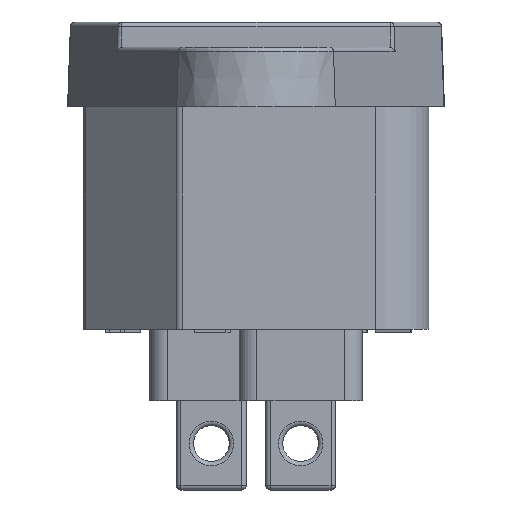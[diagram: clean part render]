
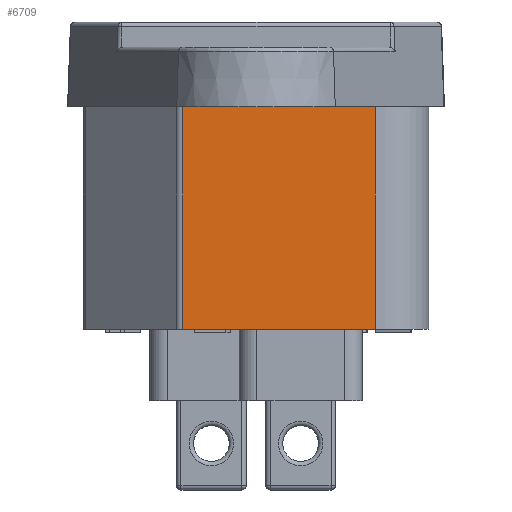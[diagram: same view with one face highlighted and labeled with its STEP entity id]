
A CAD part, left-side view. The second image highlights one B-rep face of the part: STEP entity #6709.
In plain terms, the highlighted planar face has unit normal (-1, 0, 0).
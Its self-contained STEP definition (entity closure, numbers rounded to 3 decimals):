
#444=FACE_OUTER_BOUND('',#850,.T.);
#850=EDGE_LOOP('',(#4516,#4517,#4518,#4519));
#1408=LINE('',#9162,#2032);
#1583=LINE('',#10517,#2207);
#1584=LINE('',#10518,#2208);
#1585=LINE('',#10519,#2209);
#2032=VECTOR('',#7587,10.764);
#2207=VECTOR('',#7834,10.764);
#2208=VECTOR('',#7835,12.45);
#2209=VECTOR('',#7836,12.45);
#2659=VERTEX_POINT('',#9159);
#2660=VERTEX_POINT('',#9161);
#2906=VERTEX_POINT('',#10515);
#2907=VERTEX_POINT('',#10516);
#3283=EDGE_CURVE('',#2660,#2659,#1408,.T.);
#3538=EDGE_CURVE('',#2906,#2907,#1583,.T.);
#3539=EDGE_CURVE('',#2906,#2660,#1584,.F.);
#3540=EDGE_CURVE('',#2659,#2907,#1585,.T.);
#4516=ORIENTED_EDGE('',*,*,#3538,.F.);
#4517=ORIENTED_EDGE('',*,*,#3539,.T.);
#4518=ORIENTED_EDGE('',*,*,#3283,.T.);
#4519=ORIENTED_EDGE('',*,*,#3540,.T.);
#6198=PLANE('',#7140);
#6709=ADVANCED_FACE('',(#444),#6198,.T.);
#7140=AXIS2_PLACEMENT_3D('',#10514,#7832,#7833);
#7587=DIRECTION('',(0.,-1.,0.));
#7832=DIRECTION('center_axis',(-1.,0.,0.));
#7833=DIRECTION('ref_axis',(0.,0.,1.));
#7834=DIRECTION('',(0.,-1.,0.));
#7835=DIRECTION('',(0.,0.,1.));
#7836=DIRECTION('',(0.,0.,1.));
#9159=CARTESIAN_POINT('',(-14.,-6.675,-17.2));
#9161=CARTESIAN_POINT('',(-14.,4.089,-17.2));
#9162=CARTESIAN_POINT('',(-14.,4.089,-17.2));
#10514=CARTESIAN_POINT('Origin',(-14.,3.675,-17.2));
#10515=CARTESIAN_POINT('',(-14.,4.089,-4.75));
#10516=CARTESIAN_POINT('',(-14.,-6.675,-4.75));
#10517=CARTESIAN_POINT('',(-14.,4.089,-4.75));
#10518=CARTESIAN_POINT('',(-14.,4.089,-17.2));
#10519=CARTESIAN_POINT('',(-14.,-6.675,-17.2));
